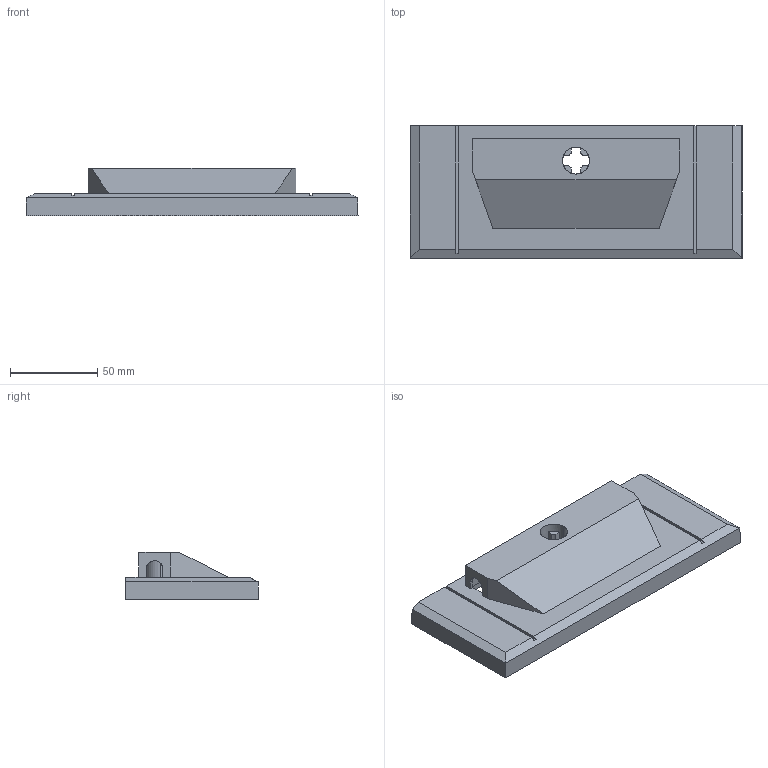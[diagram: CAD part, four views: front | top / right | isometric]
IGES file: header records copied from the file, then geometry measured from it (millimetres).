
Start section: SolidWorks IGES file using analytic representation for surfaces
Global section: file name: Cover.IGS; native system: SolidWorks 2005 by SolidWorks Corporation; preprocessor: SolidWorks 2005 by SolidWorks Corporation; author: Jay Shoemaker; date: 060327.154239; units: millimetre
Bounding box: 190.5 x 76.2 x 26.97 mm (x, y, z)
Surface area: 47957.4 mm2 (no closed solid volume)
Topology: 0 solids, 0 shells, 75 faces, 598 edges, 598 vertices
Faces by surface type: bspline 65, revolution 10
